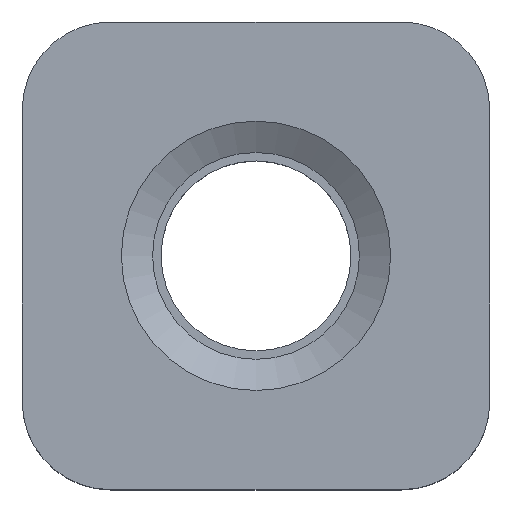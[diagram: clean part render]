
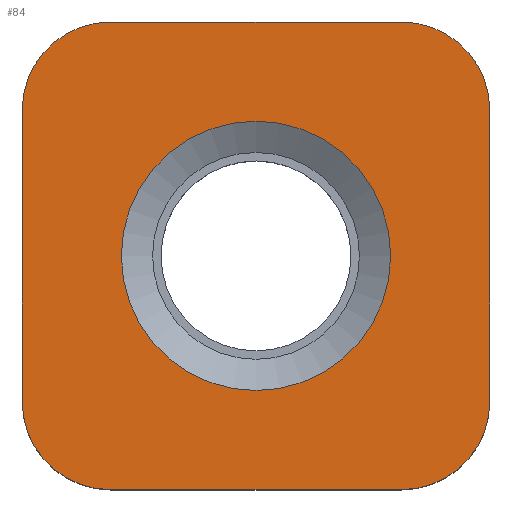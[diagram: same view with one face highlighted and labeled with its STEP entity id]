
A CAD part, top view. The second image highlights one B-rep face of the part: STEP entity #84.
In plain terms, the highlighted planar face has unit normal (0, 0, 1).
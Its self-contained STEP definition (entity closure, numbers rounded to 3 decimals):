
#49=FACE_BOUND('',#121,.T.);
#50=FACE_BOUND('',#122,.T.);
#56=CIRCLE('',#304,2.4);
#60=CIRCLE('',#311,2.4);
#62=CIRCLE('',#315,2.4);
#64=CIRCLE('',#319,2.4);
#69=CIRCLE('',#329,3.657);
#84=ADVANCED_FACE('',(#49,#50),#92,.F.);
#92=PLANE('',#331);
#121=EDGE_LOOP('',(#174));
#122=EDGE_LOOP('',(#175,#176,#177,#178,#179,#180,#181,#182));
#174=ORIENTED_EDGE('',*,*,#234,.F.);
#175=ORIENTED_EDGE('',*,*,#209,.T.);
#176=ORIENTED_EDGE('',*,*,#206,.T.);
#177=ORIENTED_EDGE('',*,*,#229,.T.);
#178=ORIENTED_EDGE('',*,*,#226,.T.);
#179=ORIENTED_EDGE('',*,*,#223,.T.);
#180=ORIENTED_EDGE('',*,*,#220,.T.);
#181=ORIENTED_EDGE('',*,*,#217,.T.);
#182=ORIENTED_EDGE('',*,*,#212,.T.);
#184=VERTEX_POINT('',#503);
#185=VERTEX_POINT('',#505);
#187=VERTEX_POINT('',#511);
#189=VERTEX_POINT('',#517);
#193=VERTEX_POINT('',#528);
#195=VERTEX_POINT('',#534);
#197=VERTEX_POINT('',#540);
#199=VERTEX_POINT('',#546);
#204=VERTEX_POINT('',#565);
#206=EDGE_CURVE('',#185,#184,#236,.T.);
#209=EDGE_CURVE('',#187,#185,#56,.T.);
#212=EDGE_CURVE('',#189,#187,#240,.T.);
#217=EDGE_CURVE('',#193,#189,#60,.T.);
#220=EDGE_CURVE('',#195,#193,#244,.T.);
#223=EDGE_CURVE('',#197,#195,#62,.T.);
#226=EDGE_CURVE('',#199,#197,#248,.T.);
#229=EDGE_CURVE('',#184,#199,#64,.T.);
#234=EDGE_CURVE('',#204,#204,#69,.T.);
#236=LINE('',#504,#252);
#240=LINE('',#516,#256);
#244=LINE('',#533,#260);
#248=LINE('',#545,#264);
#252=VECTOR('',#341,1.);
#256=VECTOR('',#353,1.);
#260=VECTOR('',#371,1.);
#264=VECTOR('',#383,1.);
#304=AXIS2_PLACEMENT_3D('',#510,#346,#347);
#311=AXIS2_PLACEMENT_3D('',#527,#364,#365);
#315=AXIS2_PLACEMENT_3D('',#539,#376,#377);
#319=AXIS2_PLACEMENT_3D('',#551,#388,#389);
#329=AXIS2_PLACEMENT_3D('',#564,#408,#409);
#331=AXIS2_PLACEMENT_3D('',#567,#412,#413);
#341=DIRECTION('',(-1.,0.,0.));
#346=DIRECTION('',(0.,0.,1.));
#347=DIRECTION('',(1.,0.,0.));
#353=DIRECTION('',(0.,1.,0.));
#364=DIRECTION('',(0.,0.,1.));
#365=DIRECTION('',(1.,0.,0.));
#371=DIRECTION('',(1.,0.,0.));
#376=DIRECTION('',(0.,0.,1.));
#377=DIRECTION('',(1.,0.,0.));
#383=DIRECTION('',(0.,-1.,0.));
#388=DIRECTION('',(0.,0.,1.));
#389=DIRECTION('',(1.,0.,0.));
#408=DIRECTION('',(0.,0.,1.));
#409=DIRECTION('',(1.,0.,0.));
#412=DIRECTION('',(0.,0.,-1.));
#413=DIRECTION('',(1.,0.,0.));
#503=CARTESIAN_POINT('',(-3.95,6.35,0.));
#504=CARTESIAN_POINT('',(0.,6.35,0.));
#505=CARTESIAN_POINT('',(3.95,6.35,0.));
#510=CARTESIAN_POINT('',(3.95,3.95,0.));
#511=CARTESIAN_POINT('',(6.35,3.95,0.));
#516=CARTESIAN_POINT('',(6.35,0.,0.));
#517=CARTESIAN_POINT('',(6.35,-3.95,0.));
#527=CARTESIAN_POINT('',(3.95,-3.95,0.));
#528=CARTESIAN_POINT('',(3.95,-6.35,0.));
#533=CARTESIAN_POINT('',(0.,-6.35,0.));
#534=CARTESIAN_POINT('',(-3.95,-6.35,0.));
#539=CARTESIAN_POINT('',(-3.95,-3.95,0.));
#540=CARTESIAN_POINT('',(-6.35,-3.95,0.));
#545=CARTESIAN_POINT('',(-6.35,0.,0.));
#546=CARTESIAN_POINT('',(-6.35,3.95,0.));
#551=CARTESIAN_POINT('',(-3.95,3.95,0.));
#564=CARTESIAN_POINT('',(0.,0.,0.));
#565=CARTESIAN_POINT('',(3.657,0.,0.));
#567=CARTESIAN_POINT('',(0.,0.,0.));
